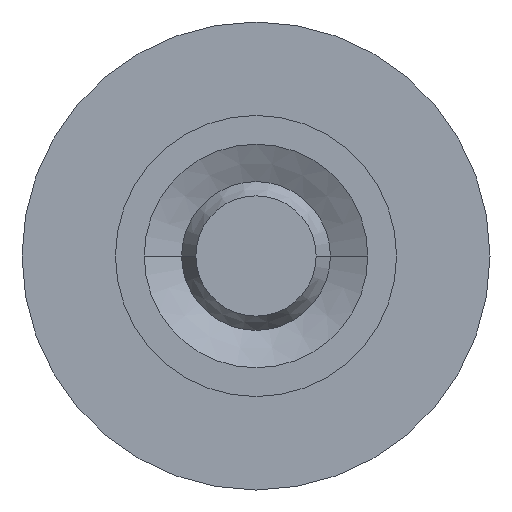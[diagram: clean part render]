
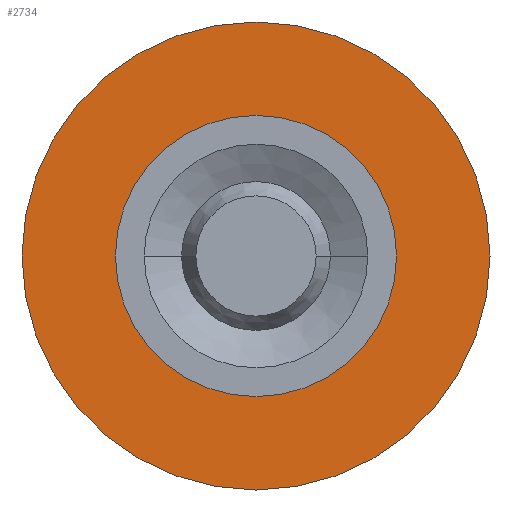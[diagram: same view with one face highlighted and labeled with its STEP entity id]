
A CAD part, left-side view. The second image highlights one B-rep face of the part: STEP entity #2734.
In plain terms, the highlighted planar face has unit normal (-1, 0, 0).
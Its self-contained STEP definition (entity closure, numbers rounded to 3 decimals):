
#1037=CARTESIAN_POINT('',(2.996,0.,0.));
#1038=DIRECTION('',(1.,0.,0.));
#1039=DIRECTION('',(0.,1.,0.));
#1040=AXIS2_PLACEMENT_3D('',#1037,#1038,#1039);
#1042=CARTESIAN_POINT('',(2.996,0.,0.));
#1043=DIRECTION('',(-1.,0.,0.));
#1044=DIRECTION('',(0.,1.,0.));
#1045=AXIS2_PLACEMENT_3D('',#1042,#1043,#1044);
#1055=CARTESIAN_POINT('',(2.996,0.,0.));
#1056=DIRECTION('',(-1.,0.,0.));
#1057=DIRECTION('',(0.,1.,0.));
#1058=AXIS2_PLACEMENT_3D('',#1055,#1056,#1057);
#1060=CARTESIAN_POINT('',(2.996,0.,0.));
#1061=DIRECTION('',(1.,0.,0.));
#1062=DIRECTION('',(0.,1.,0.));
#1063=AXIS2_PLACEMENT_3D('',#1060,#1061,#1062);
#1158=CARTESIAN_POINT('',(2.996,2.504,0.));
#1160=VERTEX_POINT('',#1158);
#1161=CARTESIAN_POINT('',(2.996,1.504,0.));
#1163=VERTEX_POINT('',#1161);
#1166=CARTESIAN_POINT('',(2.996,-2.504,0.));
#1168=VERTEX_POINT('',#1166);
#1169=CARTESIAN_POINT('',(2.996,-1.504,0.));
#1171=VERTEX_POINT('',#1169);
#2719=CARTESIAN_POINT('',(2.996,0.,0.));
#2720=DIRECTION('',(1.,0.,0.));
#2721=DIRECTION('',(0.,-1.,0.));
#2722=AXIS2_PLACEMENT_3D('',#2719,#2720,#2721);
#2723=PLANE('',#2722);
#2724=ORIENTED_EDGE('',*,*,#2714,.T.);
#2725=ORIENTED_EDGE('',*,*,#2698,.F.);
#2726=EDGE_LOOP('',(#2724,#2725));
#2727=FACE_OUTER_BOUND('',#2726,.F.);
#2729=ORIENTED_EDGE('',*,*,#2728,.T.);
#2731=ORIENTED_EDGE('',*,*,#2730,.F.);
#2732=EDGE_LOOP('',(#2729,#2731));
#2733=FACE_BOUND('',#2732,.F.);
#2734=ADVANCED_FACE('',(#2727,#2733),#2723,.F.);
#1041=CIRCLE('',#1040,2.504);
#1046=CIRCLE('',#1045,2.504);
#1059=CIRCLE('',#1058,1.504);
#1064=CIRCLE('',#1063,1.504);
#2698=EDGE_CURVE('',#1160,#1168,#1046,.T.);
#2714=EDGE_CURVE('',#1160,#1168,#1041,.T.);
#2728=EDGE_CURVE('',#1163,#1171,#1059,.T.);
#2730=EDGE_CURVE('',#1163,#1171,#1064,.T.);
